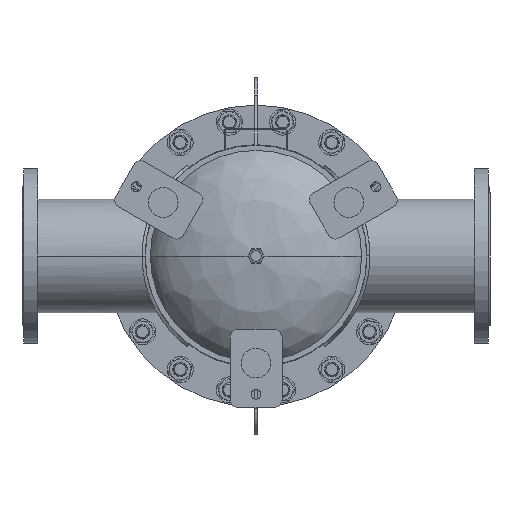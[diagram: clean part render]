
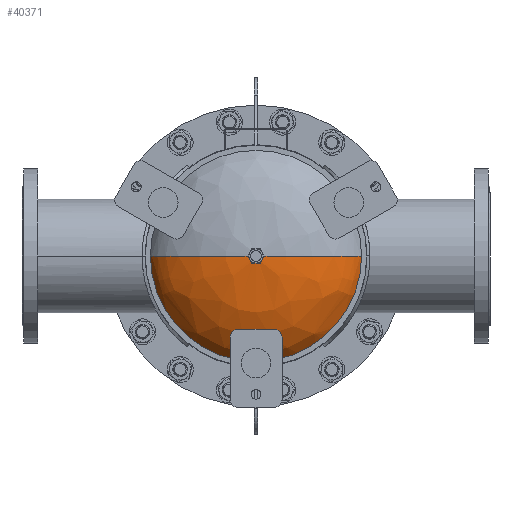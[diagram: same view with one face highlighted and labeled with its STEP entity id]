
A CAD part, front view. The second image highlights one B-rep face of the part: STEP entity #40371.
In plain terms, the highlighted free-form (B-spline) face has degree [3, 3] with [4, 4] control points.
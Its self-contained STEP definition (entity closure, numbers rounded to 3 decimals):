
#279 = VERTEX_POINT ( 'NONE', #1209 ) ;
#1209 = CARTESIAN_POINT ( 'NONE',  ( -7.5, -124.934, 0. ) ) ;
#1273 = FACE_OUTER_BOUND ( 'NONE', #34771, .T. ) ;
#1407 = ORIENTED_EDGE ( 'NONE', *, *, #19279, .T. ) ;
#1478 = CARTESIAN_POINT ( 'NONE',  ( -128.741, -122.798, -257.481 ) ) ;
#2349 =( BOUNDED_SURFACE ( )  B_SPLINE_SURFACE ( 3, 3, ( 
 ( #20403, #13918, #26751, #11177 ),
 ( #39602, #10760, #1478, #39810 ),
 ( #36455, #33296, #10962, #33712 ),
 ( #4860, #27598, #23785, #33098 ) ),
 .UNSPECIFIED., .F., .F., .T. ) 
 B_SPLINE_SURFACE_WITH_KNOTS ( ( 4, 4 ),
 ( 4, 4 ),
 ( 0., 1. ),
 ( 0., 1. ),
 .UNSPECIFIED. ) 
 GEOMETRIC_REPRESENTATION_ITEM ( )  RATIONAL_B_SPLINE_SURFACE ( (
 ( 1., 0.333, 0.333, 1.),
 ( 0.813, 0.271, 0.271, 0.813),
 ( 0.813, 0.271, 0.271, 0.813),
 ( 1., 0.333, 0.333, 1.) ) ) 
 REPRESENTATION_ITEM ( '' )  SURFACE ( )  );
#3132 = ORIENTED_EDGE ( 'NONE', *, *, #28393, .F. ) ;
#3983 = DIRECTION ( 'NONE',  ( 0., 0., 1. ) ) ;
#4631 = EDGE_CURVE ( 'NONE', #16360, #13311, #31258, .T. ) ;
#4860 = CARTESIAN_POINT ( 'NONE',  ( 213., -18.5, 0. ) ) ;
#5388 = CARTESIAN_POINT ( 'NONE',  ( 0., -18.5, 0. ) ) ;
#6117 = ORIENTED_EDGE ( 'NONE', *, *, #23452, .F. ) ;
#7903 = CARTESIAN_POINT ( 'NONE',  ( 7.5, -124.934, 0. ) ) ;
#8221 = CARTESIAN_POINT ( 'NONE',  ( 7.5, -124.934, 0. ) ) ;
#8620 = CIRCLE ( 'NONE', #28810, 213. ) ;
#10760 = CARTESIAN_POINT ( 'NONE',  ( 128.741, -122.798, -257.481 ) ) ;
#10962 = CARTESIAN_POINT ( 'NONE',  ( -213., -79.158, -426. ) ) ;
#11177 = CARTESIAN_POINT ( 'NONE',  ( -7.5, -124.934, 0. ) ) ;
#11278 = CARTESIAN_POINT ( 'NONE',  ( 213., -79.158, 0. ) ) ;
#12472 = DIRECTION ( 'NONE',  ( 0., 1., 0. ) ) ;
#13034 = AXIS2_PLACEMENT_3D ( 'NONE', #18761, #12472, #37749 ) ;
#13249 = ORIENTED_EDGE ( 'NONE', *, *, #4631, .F. ) ;
#13311 = VERTEX_POINT ( 'NONE', #31874 ) ;
#13918 = CARTESIAN_POINT ( 'NONE',  ( 7.5, -124.934, -15. ) ) ;
#14112 = ORIENTED_EDGE ( 'NONE', *, *, #34781, .F. ) ;
#14213 = CARTESIAN_POINT ( 'NONE',  ( 128.741, -122.798, 0. ) ) ;
#15052 = DIRECTION ( 'NONE',  ( 0., 0., 1. ) ) ;
#16360 = VERTEX_POINT ( 'NONE', #37875 ) ;
#16554 = CARTESIAN_POINT ( 'NONE',  ( -213., -18.5, 0. ) ) ;
#18017 = VERTEX_POINT ( 'NONE', #16554 ) ;
#18195 = DIRECTION ( 'NONE',  ( 0., 1., 0. ) ) ;
#18761 = CARTESIAN_POINT ( 'NONE',  ( 0., -18.5, 0. ) ) ;
#19279 = EDGE_CURVE ( 'NONE', #279, #18017, #35445, .T. ) ;
#19945 = CARTESIAN_POINT ( 'NONE',  ( 0., -124.934, 0. ) ) ;
#20403 = CARTESIAN_POINT ( 'NONE',  ( 7.5, -124.934, 0. ) ) ;
#22084 = AXIS2_PLACEMENT_3D ( 'NONE', #19945, #32845, #3983 ) ;
#23432 = CIRCLE ( 'NONE', #22084, 7.5 ) ;
#23452 = EDGE_CURVE ( 'NONE', #279, #40421, #23432, .T. ) ;
#23785 = CARTESIAN_POINT ( 'NONE',  ( -213., -18.5, -426. ) ) ;
#23882 = CARTESIAN_POINT ( 'NONE',  ( 213., -18.5, 0. ) ) ;
#26473 =( BOUNDED_CURVE ( )  B_SPLINE_CURVE ( 3, ( #7903, #14213, #11278, #23882 ),
 .UNSPECIFIED., .F., .T. ) 
 B_SPLINE_CURVE_WITH_KNOTS ( ( 4, 4 ),
 ( 4.748, 6.283 ),
 .UNSPECIFIED. ) 
 CURVE ( )  GEOMETRIC_REPRESENTATION_ITEM ( )  RATIONAL_B_SPLINE_CURVE ( ( 1., 0.813, 0.813, 1. ) ) 
 REPRESENTATION_ITEM ( '' )  );
#26751 = CARTESIAN_POINT ( 'NONE',  ( -7.5, -124.934, -15. ) ) ;
#27598 = CARTESIAN_POINT ( 'NONE',  ( 213., -18.5, -426. ) ) ;
#28148 = CARTESIAN_POINT ( 'NONE',  ( -213., -18.5, 0. ) ) ;
#28358 = CARTESIAN_POINT ( 'NONE',  ( -128.741, -122.798, 0. ) ) ;
#28393 = EDGE_CURVE ( 'NONE', #40421, #16360, #26473, .T. ) ;
#28810 = AXIS2_PLACEMENT_3D ( 'NONE', #5388, #18195, #15052 ) ;
#30322 = CARTESIAN_POINT ( 'NONE',  ( -213., -79.158, 0. ) ) ;
#30531 = CARTESIAN_POINT ( 'NONE',  ( -7.5, -124.934, 0. ) ) ;
#31258 = CIRCLE ( 'NONE', #13034, 213. ) ;
#31874 = CARTESIAN_POINT ( 'NONE',  ( 0., -18.5, -213. ) ) ;
#32845 = DIRECTION ( 'NONE',  ( 0., -1., 0. ) ) ;
#33098 = CARTESIAN_POINT ( 'NONE',  ( -213., -18.5, 0. ) ) ;
#33296 = CARTESIAN_POINT ( 'NONE',  ( 213., -79.158, -426. ) ) ;
#33712 = CARTESIAN_POINT ( 'NONE',  ( -213., -79.158, 0. ) ) ;
#34771 = EDGE_LOOP ( 'NONE', ( #3132, #6117, #1407, #14112, #13249 ) ) ;
#34781 = EDGE_CURVE ( 'NONE', #13311, #18017, #8620, .T. ) ;
#35445 =( BOUNDED_CURVE ( )  B_SPLINE_CURVE ( 3, ( #30531, #28358, #30322, #28148 ),
 .UNSPECIFIED., .F., .T. ) 
 B_SPLINE_CURVE_WITH_KNOTS ( ( 4, 4 ),
 ( 4.748, 6.283 ),
 .UNSPECIFIED. ) 
 CURVE ( )  GEOMETRIC_REPRESENTATION_ITEM ( )  RATIONAL_B_SPLINE_CURVE ( ( 1., 0.813, 0.813, 1. ) ) 
 REPRESENTATION_ITEM ( '' )  );
#36455 = CARTESIAN_POINT ( 'NONE',  ( 213., -79.158, 0. ) ) ;
#37749 = DIRECTION ( 'NONE',  ( 0., 0., 1. ) ) ;
#37875 = CARTESIAN_POINT ( 'NONE',  ( 213., -18.5, 0. ) ) ;
#39602 = CARTESIAN_POINT ( 'NONE',  ( 128.741, -122.798, 0. ) ) ;
#39810 = CARTESIAN_POINT ( 'NONE',  ( -128.741, -122.798, 0. ) ) ;
#40371 = ADVANCED_FACE ( 'NONE', ( #1273 ), #2349, .F. ) ;
#40421 = VERTEX_POINT ( 'NONE', #8221 ) ;
